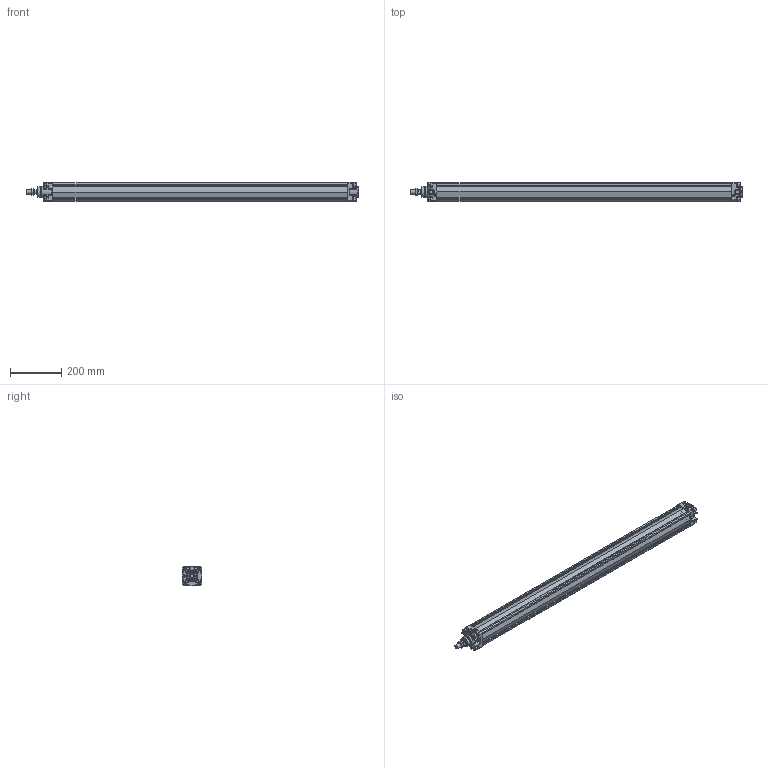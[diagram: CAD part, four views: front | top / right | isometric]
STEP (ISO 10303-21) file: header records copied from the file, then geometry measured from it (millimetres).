
FILE_DESCRIPTION( ( 'STEP AP214' ), '1' );
FILE_NAME( '1319.63.1100.01.stp', '2022-02-21T18:20:56', ( 'License CC BY-ND 4.0' ), ( 'CADENAS' ), ' ', 'PARTsolutions', ' ' );
FILE_SCHEMA( ( 'AUTOMOTIVE_DESIGN { 1 0 10303 214 1 1 1 1 }' ) );
Length unit declared in the file: millimetre
Products named in the file (8): 1319.63.1100.01; _1319.63.1100.01-dummy; _63_testata_anteriore_00; _63_camicia. MSC 11007373 FPM; _63_testata_posteriore_00; _63_stelo_1100 FPM; _1320.63.18F; _CIM63/9
Assembly tree (14 placements, depth 2):
  1319.63.1100.01
    _1319.63.1100.01-dummy
    _63_testata_anteriore_00
    _63_camicia. MSC 11007373 FPM
    _63_testata_posteriore_00
    _63_stelo_1100 FPM
    _1320.63.18F
    _CIM63/9  x8
Bounding box: 1294 x 75 x 75 mm (x, y, z)
Volume: 2066115.9 mm3; surface area: 858441.1 mm2
Topology: 13 solids, 15 shells, 851 faces, 2119 edges, 1399 vertices
Faces by surface type: plane 450, cylinder 335, cone 54, torus 12
Full cylindrical faces by diameter (mm): 4.5 x2, 5.31 x1, 6.5 x8, 6.647 x16, 6.7 x2, 6.8 x2, 7.2 x8, 7.5 x4, 8 x26, 9.5 x2, 12.7 x16, 13.4 x8, 14.376 x1, 14.5 x1, 14.95 x2, 16 x1, 19 x1, 20 x1, 21 x1, 23 x2, 35 x1, 39 x1, 45 x2, 59 x1, 59.5 x1, 63 x2
Entity records: 26044 total; most frequent: CARTESIAN_POINT 3901, DIRECTION 3584, ORIENTED_EDGE 3324, EDGE_CURVE 1662, AXIS2_PLACEMENT_3D 1298, VERTEX_POINT 1138, LINE 988, VECTOR 988
